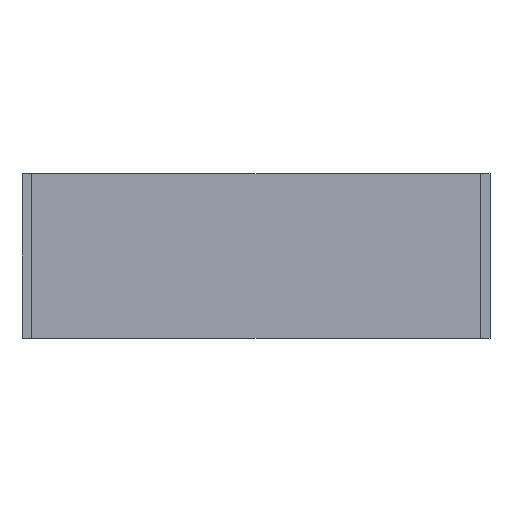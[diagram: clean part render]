
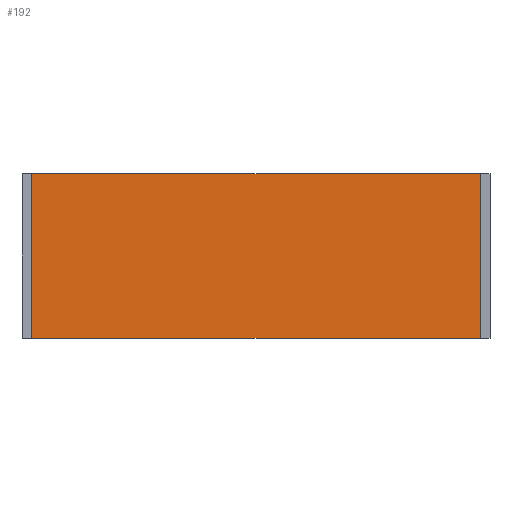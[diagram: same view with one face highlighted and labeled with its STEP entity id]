
A CAD part, top view. The second image highlights one B-rep face of the part: STEP entity #192.
In plain terms, the highlighted planar face has unit normal (0, 0, 1).
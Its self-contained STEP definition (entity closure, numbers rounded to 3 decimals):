
#48 = VERTEX_POINT('',#49);
#49 = CARTESIAN_POINT('',(2.,0.,4.));
#55 = EDGE_CURVE('',#48,#56,#58,.T.);
#56 = VERTEX_POINT('',#57);
#57 = CARTESIAN_POINT('',(94.,0.,4.));
#58 = LINE('',#59,#60);
#59 = CARTESIAN_POINT('',(0.,0.,4.));
#60 = VECTOR('',#61,1.);
#61 = DIRECTION('',(1.,0.,0.));
#173 = VERTEX_POINT('',#174);
#174 = CARTESIAN_POINT('',(94.,33.7,4.));
#182 = EDGE_CURVE('',#173,#56,#183,.T.);
#183 = LINE('',#184,#185);
#184 = CARTESIAN_POINT('',(94.,33.7,4.));
#185 = VECTOR('',#186,1.);
#186 = DIRECTION('',(0.,-1.,0.));
#192 = ADVANCED_FACE('',(#193),#211,.T.);
#193 = FACE_BOUND('',#194,.T.);
#194 = EDGE_LOOP('',(#195,#203,#204,#205));
#195 = ORIENTED_EDGE('',*,*,#196,.F.);
#196 = EDGE_CURVE('',#48,#197,#199,.T.);
#197 = VERTEX_POINT('',#198);
#198 = CARTESIAN_POINT('',(2.,33.7,4.));
#199 = LINE('',#200,#201);
#200 = CARTESIAN_POINT('',(2.,0.,4.));
#201 = VECTOR('',#202,1.);
#202 = DIRECTION('',(0.,1.,0.));
#203 = ORIENTED_EDGE('',*,*,#55,.T.);
#204 = ORIENTED_EDGE('',*,*,#182,.F.);
#205 = ORIENTED_EDGE('',*,*,#206,.T.);
#206 = EDGE_CURVE('',#173,#197,#207,.T.);
#207 = LINE('',#208,#209);
#208 = CARTESIAN_POINT('',(96.,33.7,4.));
#209 = VECTOR('',#210,1.);
#210 = DIRECTION('',(-1.,0.,0.));
#211 = PLANE('',#212);
#212 = AXIS2_PLACEMENT_3D('',#213,#214,#215);
#213 = CARTESIAN_POINT('',(48.,16.85,4.));
#214 = DIRECTION('',(0.,0.,1.));
#215 = DIRECTION('',(1.,0.,0.));
